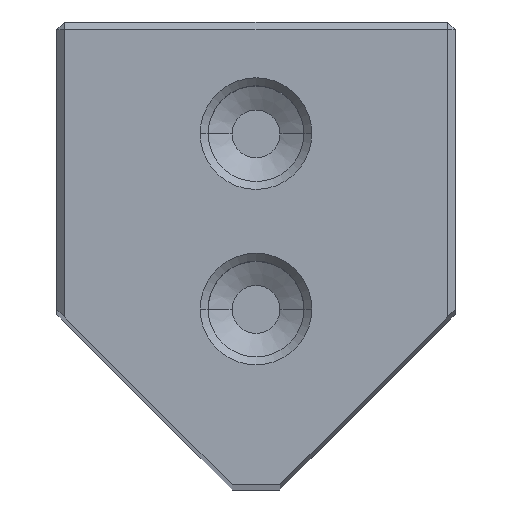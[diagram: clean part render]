
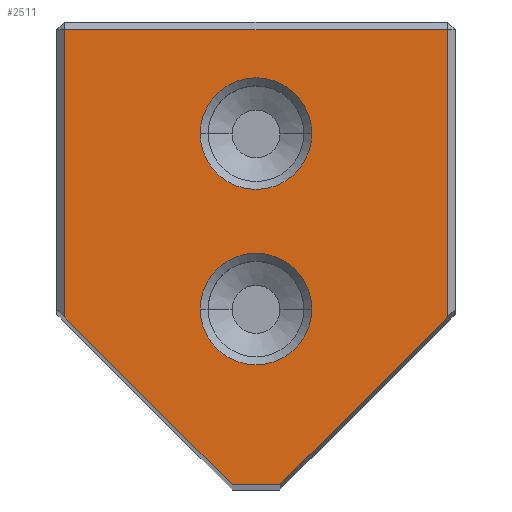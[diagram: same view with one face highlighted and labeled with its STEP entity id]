
A CAD part, top view. The second image highlights one B-rep face of the part: STEP entity #2511.
In plain terms, the highlighted planar face has unit normal (0, 0, 1).
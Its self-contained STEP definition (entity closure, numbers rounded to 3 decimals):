
#2511=ADVANCED_FACE('',(#3341,#3342,#3343),#2844,.T.);
#2844=PLANE('',#8520);
#3075=CIRCLE('',#8463,3.5);
#3077=CIRCLE('',#8466,3.5);
#3108=CIRCLE('',#8518,3.5);
#3109=CIRCLE('',#8519,3.5);
#3341=FACE_BOUND('',#3423,.T.);
#3342=FACE_BOUND('',#3424,.T.);
#3343=FACE_BOUND('',#3425,.T.);
#3423=EDGE_LOOP('',(#4131,#4132));
#3424=EDGE_LOOP('',(#4133,#4134));
#3425=EDGE_LOOP('',(#4135,#4136,#4137,#4138,#4139,#4140));
#4131=ORIENTED_EDGE('',*,*,#6449,.T.);
#4132=ORIENTED_EDGE('',*,*,#6528,.T.);
#4133=ORIENTED_EDGE('',*,*,#6445,.T.);
#4134=ORIENTED_EDGE('',*,*,#6529,.T.);
#4135=ORIENTED_EDGE('',*,*,#6511,.T.);
#4136=ORIENTED_EDGE('',*,*,#6530,.T.);
#4137=ORIENTED_EDGE('',*,*,#6531,.T.);
#4138=ORIENTED_EDGE('',*,*,#6532,.T.);
#4139=ORIENTED_EDGE('',*,*,#6517,.T.);
#4140=ORIENTED_EDGE('',*,*,#6513,.T.);
#5841=VERTEX_POINT('',#10856);
#5842=VERTEX_POINT('',#10858);
#5845=VERTEX_POINT('',#10865);
#5846=VERTEX_POINT('',#10867);
#5889=VERTEX_POINT('',#10987);
#5890=VERTEX_POINT('',#10989);
#5891=VERTEX_POINT('',#10993);
#5894=VERTEX_POINT('',#11001);
#5901=VERTEX_POINT('',#11024);
#5902=VERTEX_POINT('',#11026);
#6445=EDGE_CURVE('',#5842,#5841,#3075,.T.);
#6449=EDGE_CURVE('',#5846,#5845,#3077,.T.);
#6511=EDGE_CURVE('',#5890,#5889,#7305,.T.);
#6513=EDGE_CURVE('',#5891,#5890,#7307,.T.);
#6517=EDGE_CURVE('',#5894,#5891,#7311,.T.);
#6528=EDGE_CURVE('',#5845,#5846,#3108,.T.);
#6529=EDGE_CURVE('',#5841,#5842,#3109,.T.);
#6530=EDGE_CURVE('',#5889,#5901,#7320,.T.);
#6531=EDGE_CURVE('',#5901,#5902,#7321,.T.);
#6532=EDGE_CURVE('',#5902,#5894,#7322,.T.);
#7305=LINE('',#10988,#7975);
#7307=LINE('',#10992,#7977);
#7311=LINE('',#11000,#7981);
#7320=LINE('',#11023,#7990);
#7321=LINE('',#11025,#7991);
#7322=LINE('',#11027,#7992);
#7975=VECTOR('',#9113,1.);
#7977=VECTOR('',#9117,1.);
#7981=VECTOR('',#9123,1.);
#7990=VECTOR('',#9146,1.);
#7991=VECTOR('',#9147,1.);
#7992=VECTOR('',#9148,1.);
#8463=AXIS2_PLACEMENT_3D('',#10857,#8982,#8983);
#8466=AXIS2_PLACEMENT_3D('',#10866,#8990,#8991);
#8518=AXIS2_PLACEMENT_3D('',#11021,#9142,#9143);
#8519=AXIS2_PLACEMENT_3D('',#11022,#9144,#9145);
#8520=AXIS2_PLACEMENT_3D('',#11028,#9149,#9150);
#8982=DIRECTION('',(0.,0.,-1.));
#8983=DIRECTION('',(1.,0.,0.));
#8990=DIRECTION('',(0.,0.,-1.));
#8991=DIRECTION('',(1.,0.,0.));
#9113=DIRECTION('',(0.707,0.707,0.));
#9117=DIRECTION('',(1.,0.,0.));
#9123=DIRECTION('',(0.707,-0.707,0.));
#9142=DIRECTION('',(0.,0.,-1.));
#9143=DIRECTION('',(1.,0.,0.));
#9144=DIRECTION('',(0.,0.,-1.));
#9145=DIRECTION('',(1.,0.,0.));
#9146=DIRECTION('',(0.,1.,0.));
#9147=DIRECTION('',(-1.,0.,0.));
#9148=DIRECTION('',(0.,-1.,0.));
#9149=DIRECTION('',(0.,0.,1.));
#9150=DIRECTION('',(1.,0.,0.));
#10856=CARTESIAN_POINT('',(-3.5,45.,0.));
#10857=CARTESIAN_POINT('',(0.,45.,0.));
#10858=CARTESIAN_POINT('',(3.5,45.,0.));
#10865=CARTESIAN_POINT('',(-3.5,34.,0.));
#10866=CARTESIAN_POINT('',(0.,34.,0.));
#10867=CARTESIAN_POINT('',(3.5,34.,0.));
#10987=CARTESIAN_POINT('',(12.,33.5,0.));
#10988=CARTESIAN_POINT('',(1.5,23.,0.));
#10989=CARTESIAN_POINT('',(1.5,23.,0.));
#10992=CARTESIAN_POINT('',(-1.5,23.,0.));
#10993=CARTESIAN_POINT('',(-1.5,23.,0.));
#11000=CARTESIAN_POINT('',(-1.5,23.,0.));
#11001=CARTESIAN_POINT('',(-12.,33.5,0.));
#11021=CARTESIAN_POINT('',(0.,34.,0.));
#11022=CARTESIAN_POINT('',(0.,45.,0.));
#11023=CARTESIAN_POINT('',(12.,21.5,0.));
#11024=CARTESIAN_POINT('',(12.,51.5,0.));
#11025=CARTESIAN_POINT('',(0.,51.5,0.));
#11026=CARTESIAN_POINT('',(-12.,51.5,0.));
#11027=CARTESIAN_POINT('',(-12.,21.5,0.));
#11028=CARTESIAN_POINT('',(0.,21.5,0.));
